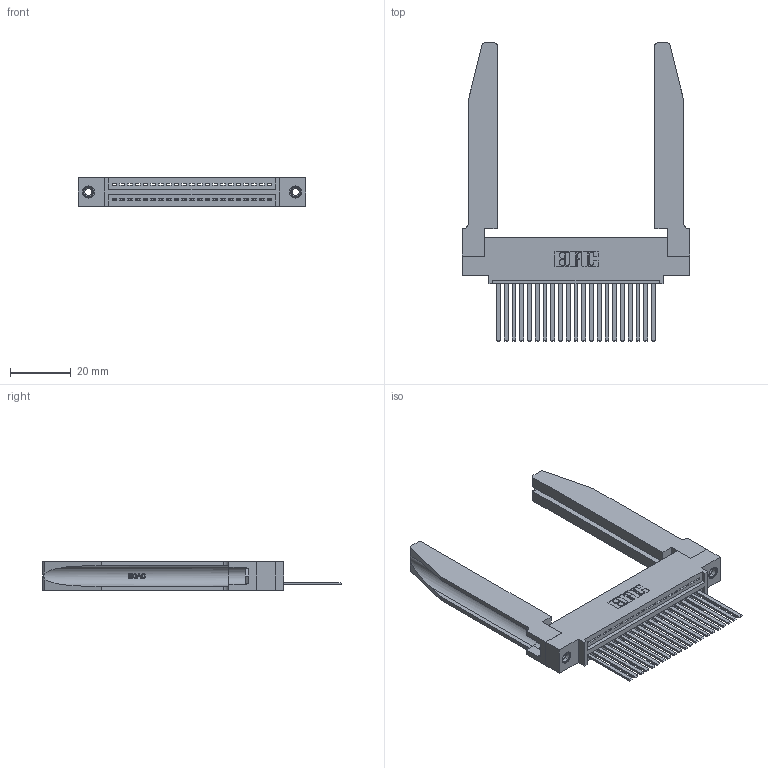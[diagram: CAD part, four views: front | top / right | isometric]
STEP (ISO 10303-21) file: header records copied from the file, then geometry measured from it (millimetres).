
FILE_DESCRIPTION (( 'STEP AP203' ), '1' );
FILE_NAME ('395-021-544-478.STEP', '2019-10-18T02:24:21', ( '' ), ( '' ), 'SwSTEP 2.0', 'SolidWorks 2016', '' );
FILE_SCHEMA (( 'CONFIG_CONTROL_DESIGN' ));
Length unit declared in the file: inch
Products named in the file (5): 345-220-078_345-220-078; 345-292-001_345-293-144; 395-021-544-478; 345 Part_0.110 Offset - 0.156 Dia-TH; 345-250-001_345-250-001-102
Assembly tree (26 placements, depth 2):
  395-021-544-478
    345 Part_0.110 Offset - 0.156 Dia-TH
    345-292-001_345-293-144  x21
    345-250-001_345-250-001-102  x2
    345-220-078_345-220-078  x2
Bounding box: 74.57 x 97.71 x 9.4 mm (x, y, z)
Volume: 14851.5 mm3; surface area: 16782.2 mm2
Topology: 26 solids, 26 shells, 1456 faces, 4279 edges, 2814 vertices
Faces by surface type: plane 982, cylinder 422, bspline 36, cone 12, torus 4
Entity records: 23320 total; most frequent: CARTESIAN_POINT 4938, ORIENTED_EDGE 3790, DIRECTION 3347, EDGE_CURVE 1895, LINE 1589, VECTOR 1589, VERTEX_POINT 1256, AXIS2_PLACEMENT_3D 879
